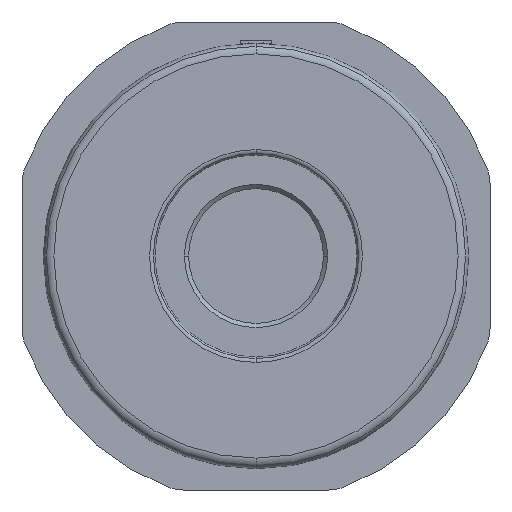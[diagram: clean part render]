
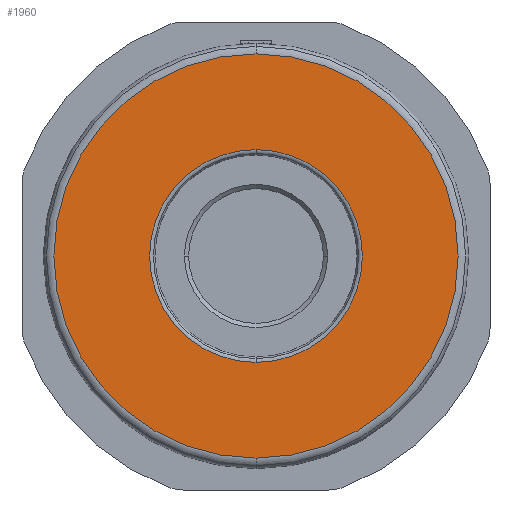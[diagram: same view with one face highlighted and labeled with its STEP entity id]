
A CAD part, front view. The second image highlights one B-rep face of the part: STEP entity #1960.
In plain terms, the highlighted planar face has unit normal (0, -1, 0).
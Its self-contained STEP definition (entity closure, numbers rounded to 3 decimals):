
#687=CARTESIAN_POINT('',(2427.592,269.915,0.));
#688=DIRECTION('',(0.,-1.,0.));
#689=DIRECTION('',(1.,0.,0.));
#690=AXIS2_PLACEMENT_3D('',#687,#688,#689);
#692=CARTESIAN_POINT('',(2427.592,269.915,0.));
#693=DIRECTION('',(0.,-1.,0.));
#694=DIRECTION('',(0.,0.,-1.));
#695=AXIS2_PLACEMENT_3D('',#692,#693,#694);
#697=CARTESIAN_POINT('',(2427.592,269.915,0.));
#698=DIRECTION('',(0.,-1.,0.));
#699=DIRECTION('',(0.,0.,1.));
#700=AXIS2_PLACEMENT_3D('',#697,#698,#699);
#702=CARTESIAN_POINT('',(2427.592,269.915,0.));
#703=DIRECTION('',(0.,1.,0.));
#704=DIRECTION('',(1.,0.,0.));
#705=AXIS2_PLACEMENT_3D('',#702,#703,#704);
#707=CARTESIAN_POINT('',(2427.592,269.915,0.));
#708=DIRECTION('',(0.,1.,0.));
#709=DIRECTION('',(0.,0.,1.));
#710=AXIS2_PLACEMENT_3D('',#707,#708,#709);
#712=CARTESIAN_POINT('',(2427.592,269.915,0.));
#713=DIRECTION('',(0.,1.,0.));
#714=DIRECTION('',(-1.,0.,0.));
#715=AXIS2_PLACEMENT_3D('',#712,#713,#714);
#717=CARTESIAN_POINT('',(2427.592,269.915,0.));
#718=DIRECTION('',(0.,1.,0.));
#719=DIRECTION('',(0.,0.,-1.));
#720=AXIS2_PLACEMENT_3D('',#717,#718,#719);
#1102=CARTESIAN_POINT('',(2427.592,269.915,38.));
#1104=VERTEX_POINT('',#1102);
#1108=CARTESIAN_POINT('',(2427.592,269.915,-38.));
#1109=VERTEX_POINT('',#1108);
#1114=CARTESIAN_POINT('',(2465.592,269.915,
0.));
#1115=VERTEX_POINT('',#1114);
#1148=CARTESIAN_POINT('',(2427.592,269.915,-20.));
#1149=VERTEX_POINT('',#1148);
#1150=CARTESIAN_POINT('',(2427.592,269.915,20.));
#1151=VERTEX_POINT('',#1150);
#1152=CARTESIAN_POINT('',(2447.592,269.915,
0.));
#1153=VERTEX_POINT('',#1152);
#1154=CARTESIAN_POINT('',(2407.592,269.915,
0.));
#1155=VERTEX_POINT('',#1154);
#1939=CARTESIAN_POINT('',(2456.592,269.915,0.));
#1940=DIRECTION('',(0.,-1.,0.));
#1941=DIRECTION('',(0.,0.,-1.));
#1942=AXIS2_PLACEMENT_3D('',#1939,#1940,#1941);
#1943=PLANE('',#1942);
#1945=ORIENTED_EDGE('',*,*,#1944,.F.);
#1947=ORIENTED_EDGE('',*,*,#1946,.F.);
#1949=ORIENTED_EDGE('',*,*,#1948,.F.);
#1950=EDGE_LOOP('',(#1945,#1947,#1949));
#1951=FACE_OUTER_BOUND('',#1950,.F.);
#1953=ORIENTED_EDGE('',*,*,#1952,.F.);
#1955=ORIENTED_EDGE('',*,*,#1954,.F.);
#1956=ORIENTED_EDGE('',*,*,#1927,.F.);
#1957=ORIENTED_EDGE('',*,*,#1934,.F.);
#1958=EDGE_LOOP('',(#1953,#1955,#1956,#1957));
#1959=FACE_BOUND('',#1958,.F.);
#691=CIRCLE('',#690,38.);
#696=CIRCLE('',#695,38.);
#701=CIRCLE('',#700,38.);
#706=CIRCLE('',#705,20.);
#711=CIRCLE('',#710,20.);
#716=CIRCLE('',#715,20.);
#721=CIRCLE('',#720,20.);
#1927=EDGE_CURVE('',#1155,#1151,#716,.T.);
#1934=EDGE_CURVE('',#1149,#1155,#721,.T.);
#1944=EDGE_CURVE('',#1115,#1104,#691,.T.);
#1946=EDGE_CURVE('',#1109,#1115,#696,.T.);
#1948=EDGE_CURVE('',#1104,#1109,#701,.T.);
#1952=EDGE_CURVE('',#1153,#1149,#706,.T.);
#1954=EDGE_CURVE('',#1151,#1153,#711,.T.);
#1960=ADVANCED_FACE('',(#1951,#1959),#1943,.T.);
